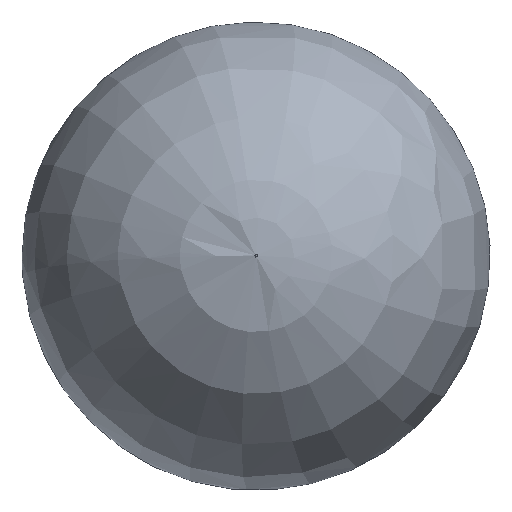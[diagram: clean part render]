
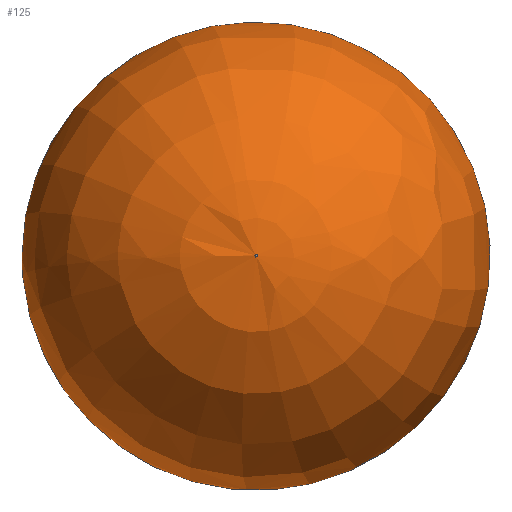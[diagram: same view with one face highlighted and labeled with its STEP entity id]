
A CAD part, top view. The second image highlights one B-rep face of the part: STEP entity #125.
In plain terms, the highlighted face is a revolution surface.
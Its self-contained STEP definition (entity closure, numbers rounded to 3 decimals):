
#65=(
BOUNDED_CURVE()
B_SPLINE_CURVE(3,(#533,#534,#535,#536,#537,#538,#539),.UNSPECIFIED.,.F.,
 .F.)
B_SPLINE_CURVE_WITH_KNOTS((4,3,4),(0.,0.965,1.),
 .UNSPECIFIED.)
CURVE()
GEOMETRIC_REPRESENTATION_ITEM()
RATIONAL_B_SPLINE_CURVE((0.998,0.805,0.805,
1.,0.993,0.986,0.979))
REPRESENTATION_ITEM('')
);
#67=SURFACE_OF_REVOLUTION('',#65,#69);
#69=AXIS1_PLACEMENT('',#540,#426);
#74=FACE_BOUND('',#164,.T.);
#75=FACE_BOUND('',#165,.T.);
#125=ADVANCED_FACE('',(#74,#75),#67,.T.);
#164=EDGE_LOOP('',(#216));
#165=EDGE_LOOP('',(#217));
#216=ORIENTED_EDGE('',*,*,#293,.F.);
#217=ORIENTED_EDGE('',*,*,#291,.T.);
#264=VERTEX_POINT('',#524);
#266=VERTEX_POINT('',#530);
#291=EDGE_CURVE('',#264,#264,#317,.T.);
#293=EDGE_CURVE('',#266,#266,#319,.T.);
#317=CIRCLE('',#358,0.053);
#319=CIRCLE('',#362,9.94);
#358=AXIS2_PLACEMENT_3D('',#523,#414,#415);
#362=AXIS2_PLACEMENT_3D('',#529,#422,#423);
#414=DIRECTION('',(1.,0.,0.));
#415=DIRECTION('',(0.,0.,-1.));
#422=DIRECTION('',(1.,0.,0.));
#423=DIRECTION('',(0.,0.,-1.));
#426=DIRECTION('',(1.,0.,0.));
#523=CARTESIAN_POINT('',(-10.,0.,0.));
#524=CARTESIAN_POINT('',(-10.,0.,-0.053));
#529=CARTESIAN_POINT('',(0.391,0.,0.));
#530=CARTESIAN_POINT('',(0.391,0.,-9.94));
#533=CARTESIAN_POINT('',(-10.,-0.053,0.));
#534=CARTESIAN_POINT('',(-9.969,-5.837,0.003));
#535=CARTESIAN_POINT('',(-5.883,-9.912,0.36));
#536=CARTESIAN_POINT('',(-0.126,-9.912,0.864));
#537=CARTESIAN_POINT('',(0.046,-9.912,0.879));
#538=CARTESIAN_POINT('',(0.218,-9.908,0.894));
#539=CARTESIAN_POINT('',(0.391,-9.899,0.909));
#540=CARTESIAN_POINT('',(49.5,0.,0.));
